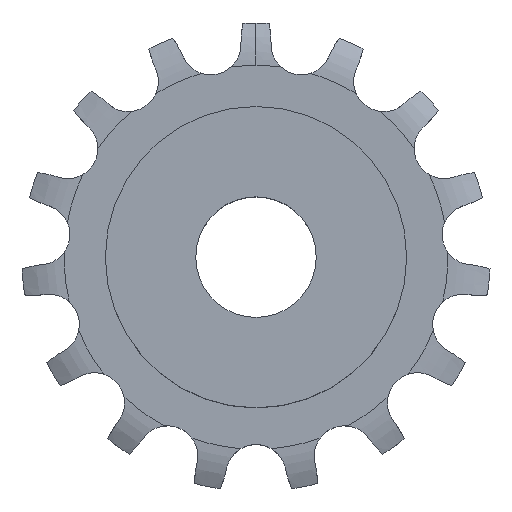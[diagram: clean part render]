
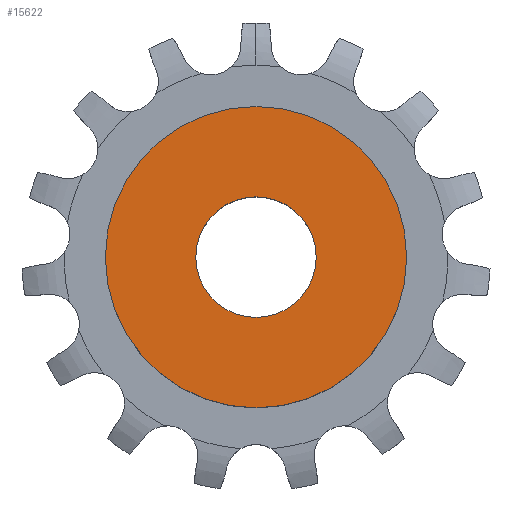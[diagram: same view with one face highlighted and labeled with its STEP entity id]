
A CAD part, top view. The second image highlights one B-rep face of the part: STEP entity #15622.
In plain terms, the highlighted planar face has unit normal (0, 0, 1).
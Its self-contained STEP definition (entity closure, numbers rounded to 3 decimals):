
#2545 = CYLINDRICAL_SURFACE('',#2546,4.);
#2546 = AXIS2_PLACEMENT_3D('',#2547,#2548,#2549);
#2547 = CARTESIAN_POINT('',(0.,0.,45.522));
#2548 = DIRECTION('',(0.,0.,1.));
#2549 = DIRECTION('',(1.,0.,-0.));
#4524 = CYLINDRICAL_SURFACE('',#4525,10.);
#4525 = AXIS2_PLACEMENT_3D('',#4526,#4527,#4528);
#4526 = CARTESIAN_POINT('',(0.,0.,0.));
#4527 = DIRECTION('',(-0.,-0.,-1.));
#4528 = DIRECTION('',(1.,0.,0.));
#12813 = EDGE_CURVE('',#12814,#12814,#12816,.T.);
#12814 = VERTEX_POINT('',#12815);
#12815 = CARTESIAN_POINT('',(4.,0.,8.7));
#12816 = SURFACE_CURVE('',#12817,(#12822,#12829),.PCURVE_S1.);
#12817 = CIRCLE('',#12818,4.);
#12818 = AXIS2_PLACEMENT_3D('',#12819,#12820,#12821);
#12819 = CARTESIAN_POINT('',(0.,0.,8.7));
#12820 = DIRECTION('',(0.,0.,1.));
#12821 = DIRECTION('',(1.,0.,-0.));
#12822 = PCURVE('',#2545,#12823);
#12823 = DEFINITIONAL_REPRESENTATION('',(#12824),#12828);
#12824 = LINE('',#12825,#12826);
#12825 = CARTESIAN_POINT('',(0.,-36.822));
#12826 = VECTOR('',#12827,1.);
#12827 = DIRECTION('',(1.,0.));
#12828 = ( GEOMETRIC_REPRESENTATION_CONTEXT(2) 
PARAMETRIC_REPRESENTATION_CONTEXT() REPRESENTATION_CONTEXT('2D SPACE',''
  ) );
#12829 = PCURVE('',#12830,#12835);
#12830 = PLANE('',#12831);
#12831 = AXIS2_PLACEMENT_3D('',#12832,#12833,#12834);
#12832 = CARTESIAN_POINT('',(0.,0.,8.7));
#12833 = DIRECTION('',(-0.,0.,1.));
#12834 = DIRECTION('',(0.,-1.,0.));
#12835 = DEFINITIONAL_REPRESENTATION('',(#12836),#12840);
#12836 = CIRCLE('',#12837,4.);
#12837 = AXIS2_PLACEMENT_2D('',#12838,#12839);
#12838 = CARTESIAN_POINT('',(0.,0.));
#12839 = DIRECTION('',(0.,1.));
#12840 = ( GEOMETRIC_REPRESENTATION_CONTEXT(2) 
PARAMETRIC_REPRESENTATION_CONTEXT() REPRESENTATION_CONTEXT('2D SPACE',''
  ) );
#14661 = VERTEX_POINT('',#14662);
#14662 = CARTESIAN_POINT('',(10.,0.,8.7));
#14683 = EDGE_CURVE('',#14661,#14661,#14684,.T.);
#14684 = SURFACE_CURVE('',#14685,(#14690,#14697),.PCURVE_S1.);
#14685 = CIRCLE('',#14686,10.);
#14686 = AXIS2_PLACEMENT_3D('',#14687,#14688,#14689);
#14687 = CARTESIAN_POINT('',(0.,0.,8.7));
#14688 = DIRECTION('',(0.,0.,1.));
#14689 = DIRECTION('',(1.,0.,0.));
#14690 = PCURVE('',#4524,#14691);
#14691 = DEFINITIONAL_REPRESENTATION('',(#14692),#14696);
#14692 = LINE('',#14693,#14694);
#14693 = CARTESIAN_POINT('',(-0.,-8.7));
#14694 = VECTOR('',#14695,1.);
#14695 = DIRECTION('',(-1.,0.));
#14696 = ( GEOMETRIC_REPRESENTATION_CONTEXT(2) 
PARAMETRIC_REPRESENTATION_CONTEXT() REPRESENTATION_CONTEXT('2D SPACE',''
  ) );
#14697 = PCURVE('',#12830,#14698);
#14698 = DEFINITIONAL_REPRESENTATION('',(#14699),#14703);
#14699 = CIRCLE('',#14700,10.);
#14700 = AXIS2_PLACEMENT_2D('',#14701,#14702);
#14701 = CARTESIAN_POINT('',(0.,0.));
#14702 = DIRECTION('',(0.,1.));
#14703 = ( GEOMETRIC_REPRESENTATION_CONTEXT(2) 
PARAMETRIC_REPRESENTATION_CONTEXT() REPRESENTATION_CONTEXT('2D SPACE',''
  ) );
#15622 = ADVANCED_FACE('',(#15623,#15626),#12830,.T.);
#15623 = FACE_BOUND('',#15624,.T.);
#15624 = EDGE_LOOP('',(#15625));
#15625 = ORIENTED_EDGE('',*,*,#14683,.T.);
#15626 = FACE_BOUND('',#15627,.T.);
#15627 = EDGE_LOOP('',(#15628));
#15628 = ORIENTED_EDGE('',*,*,#12813,.F.);
